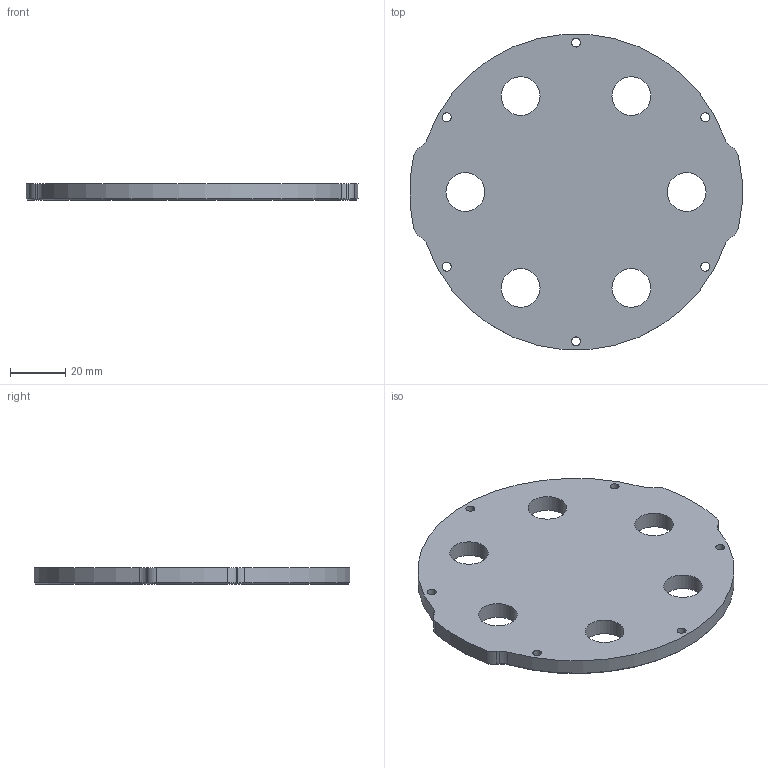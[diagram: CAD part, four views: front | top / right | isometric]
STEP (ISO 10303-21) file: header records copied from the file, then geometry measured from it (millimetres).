
FILE_DESCRIPTION(/* description */ ('STEP AP214'),/* implementation_level */ '2;1');
FILE_NAME(/* name */ '64690cdac78bef02ddcfeb09',/* time_stamp */ '2023-05-20T18:09:31Z',/* author */ (''),/* organization */ (''),/* preprocessor_version */ 'ST-DEVELOPER v19.4',/* originating_system */ ' ',/* authorisation */ ' ');
FILE_SCHEMA (('AUTOMOTIVE_DESIGN {1 0 10303 214 3 1 1}'));
Length unit declared in the file: metre
Products named in the file (1): Part 1
Bounding box: 119.98 x 113.92 x 6 mm (x, y, z)
Volume: 56868.5 mm3; surface area: 23003 mm2
Topology: 1 solids, 1 shells, 46 faces, 116 edges, 72 vertices
Faces by surface type: cylinder 24, cone 12, plane 10
Full cylindrical faces by diameter (mm): 3.2 x6, 14 x6
Entity records: 1410 total; most frequent: DIRECTION 258, CARTESIAN_POINT 223, ORIENTED_EDGE 208, AXIS2_PLACEMENT_3D 107, EDGE_CURVE 104, EDGE_LOOP 82, FACE_BOUND 82, VERTEX_POINT 72
